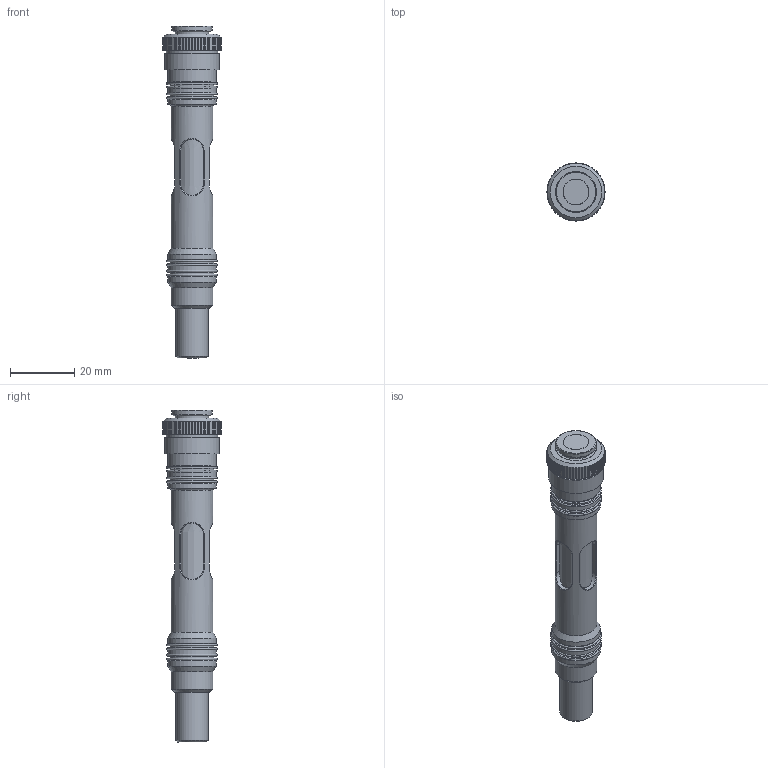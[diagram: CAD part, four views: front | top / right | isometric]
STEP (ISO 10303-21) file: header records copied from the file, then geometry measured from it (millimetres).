
FILE_DESCRIPTION(/* description */ (''),/* implementation_level */ '2;1');
FILE_NAME(/* name */ 'evck230.stp',/* time_stamp */ '2022-03-09T10:17:13+01:00',/* author */ ('Enginyeria2'),/* organization */ (''),/* preprocessor_version */ 'ST-DEVELOPER v17',/* originating_system */ 'Autodesk Inventor 2019',/* authorisation */ '');
FILE_SCHEMA (('AUTOMOTIVE_DESIGN { 1 0 10303 214 3 1 1 }'));
Length unit declared in the file: millimetre
Products named in the file (1): evck230
Bounding box: 17.99 x 17.99 x 102.99 mm (x, y, z)
Volume: 15684.6 mm3; surface area: 11992.2 mm2
Topology: 6 solids, 8 shells, 403 faces, 1105 edges, 741 vertices
Faces by surface type: plane 251, cylinder 108, cone 18, bspline 16, torus 10
Full cylindrical faces by diameter (mm): 4.85 x1, 5 x2, 6 x1, 8 x3, 9.99 x1, 10 x1, 10.313 x1, 10.84 x1, 12 x4, 12.15 x1, 12.5 x2, 13 x2, 13.85 x4, 15 x6, 16 x1, 17 x1
Entity records: 13981 total; most frequent: CARTESIAN_POINT 3650, ORIENTED_EDGE 2210, DIRECTION 1950, EDGE_CURVE 1105, VERTEX_POINT 741, AXIS2_PLACEMENT_3D 707, LINE 536, VECTOR 536
